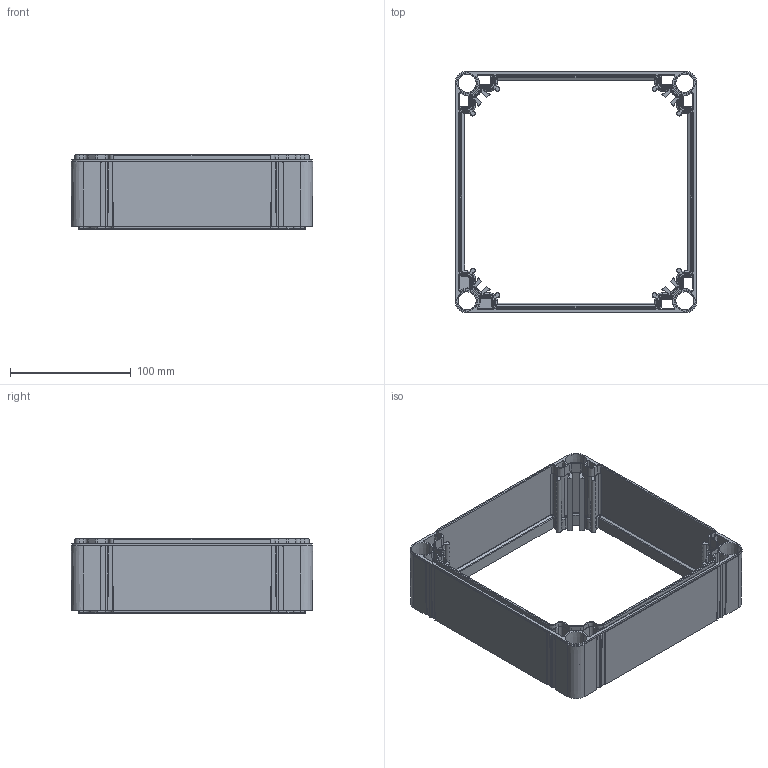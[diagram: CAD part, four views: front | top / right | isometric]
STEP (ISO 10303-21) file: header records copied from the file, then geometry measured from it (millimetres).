
FILE_DESCRIPTION((''),'2;1');
FILE_NAME('OPCP202006E','2016-12-08T',('kjell_andersson'),(''),'CREO PARAMETRIC BY PTC INC, 2015290','CREO PARAMETRIC BY PTC INC, 2015290','');
FILE_SCHEMA(('AUTOMOTIVE_DESIGN { 1 0 10303 214 1 1 1 1 }'));
Products named in the file (1): OPCP202006E
Bounding box: 199.97 x 199.97 x 61.5 mm (x, y, z)
Volume: 237933.2 mm3; surface area: 152851.5 mm2
Topology: 1 solids, 1 shells, 1441 faces, 3819 edges, 2389 vertices
Faces by surface type: plane 640, cone 268, cylinder 246, torus 182, bspline 89, sphere 16
Entity records: 60894 total; most frequent: CARTESIAN_POINT 13275, ORIENTED_EDGE 7638, DIRECTION 7186, PRESENTATION_STYLE_ASSIGNMENT 3820, STYLED_ITEM 3820, CURVE_STYLE 3819, EDGE_CURVE 3819, AXIS2_PLACEMENT_3D 2571
